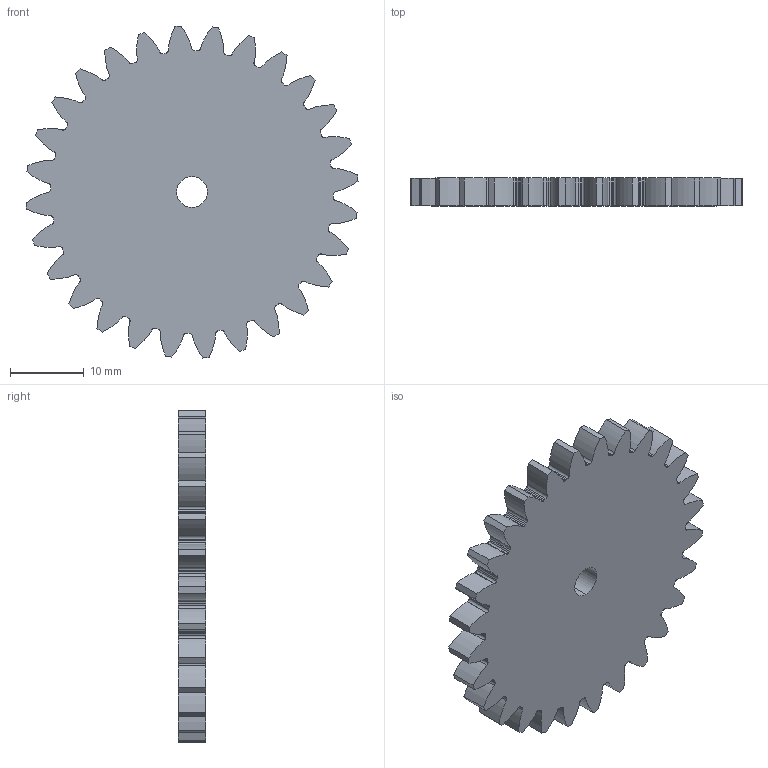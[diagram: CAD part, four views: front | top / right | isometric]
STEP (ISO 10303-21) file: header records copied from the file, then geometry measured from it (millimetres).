
FILE_DESCRIPTION(('TFLEX Exchange Step'),'2;1');
FILE_NAME(' m1.5 z28 d45.stp', '2022-05-09T17:49:01+03:00',('Федор'),('Unknown organisation'),'TFLEX Exchange 2022.0','T-FLEX CAD','Unknown authorisation');
FILE_SCHEMA( ('AUTOMOTIVE_DESIGN { 1 0 10303 214 1 1 1 1 }') );
Length unit declared in the file: millimetre
Products named in the file (1): Nodes
Bounding box: 44.91 x 3.75 x 44.91 mm (x, y, z)
Volume: 5093.6 mm3; surface area: 3715.8 mm2
Topology: 1 solids, 1 shells, 212 faces, 630 edges, 420 vertices
Faces by surface type: plane 86, cylinder 70, bspline 56
Entity records: 17314 total; most frequent: CARTESIAN_POINT 11847, ORIENTED_EDGE 1260, DIRECTION 972, EDGE_CURVE 630, VERTEX_POINT 420, VECTOR 378, LINE 378, AXIS2_PLACEMENT_3D 297
